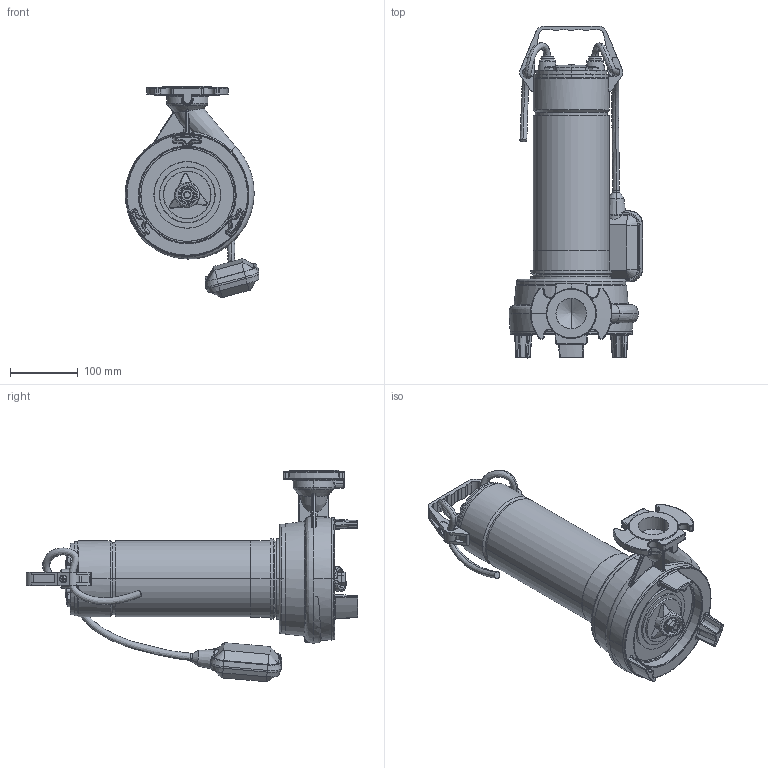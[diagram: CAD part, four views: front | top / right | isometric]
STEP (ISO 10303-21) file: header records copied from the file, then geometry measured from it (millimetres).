
FILE_DESCRIPTION (( 'STEP AP214' ), '1' );
FILE_NAME ('10015927swa00.step', '2022-07-22T15:08:45', ( '' ), ( '' ), 'SwSTEP 2.0', 'SolidWorks 2020', '' );
FILE_SCHEMA (( 'AUTOMOTIVE_DESIGN' ));
Length unit declared in the file: millimetre
Products named in the file (3): Copia di 198924^10015927swa00; 10015927swa00; Copia di Copia di Copia di Coperchio motore^10015927swa00
Assembly tree (2 placements, depth 2):
  10015927swa00
    Copia di 198924^10015927swa00
    Copia di Copia di Copia di Coperchio motore^10015927swa00
Bounding box: 196.63 x 488.7 x 311.47 mm (x, y, z)
Volume: 5446104.2 mm3; surface area: 495666.6 mm2
Topology: 28 solids, 28 shells, 1517 faces, 3785 edges, 2341 vertices
Faces by surface type: plane 517, bspline 394, cylinder 364, cone 206, torus 22, sphere 14
Entity records: 169728 total; most frequent: CARTESIAN_POINT 136180, ORIENTED_EDGE 7506, DIRECTION 5547, EDGE_CURVE 3753, VERTEX_POINT 2339, AXIS2_PLACEMENT_3D 2057, EDGE_LOOP 1616, FACE_OUTER_BOUND 1517
